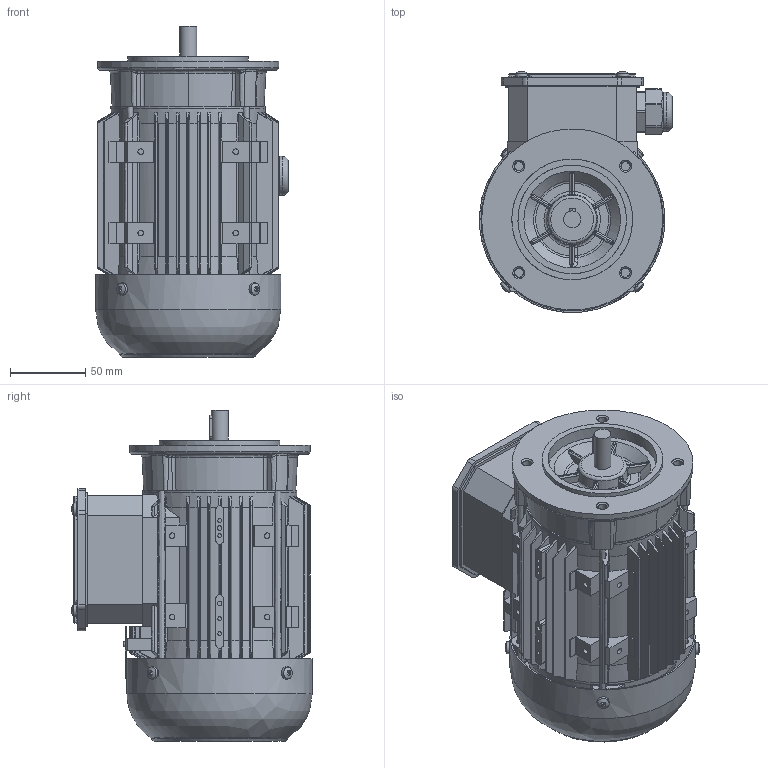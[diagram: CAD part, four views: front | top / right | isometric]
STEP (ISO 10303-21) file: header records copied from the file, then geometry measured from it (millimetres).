
FILE_DESCRIPTION((''),'2;1');
FILE_NAME('QSFB63GMM.stp','2009-11-09T08:33:26',( 'User'),('SDRC'),'I-DEAS Master Series','UNIX','Yes');
FILE_SCHEMA(('AUTOMOTIVE_DESIGN { 1 0 10303 214 1 1 1 1 }'));
Length unit declared in the file: millimetre
Products named in the file (1): GMM_000000000134
Bounding box: 127.92 x 159.43 x 219.49 mm (x, y, z)
Volume: 27193.4 mm3; surface area: 373233.2 mm2
Topology: 5 solids, 38 shells, 2704 faces, 7368 edges, 4758 vertices
Faces by surface type: bspline 2704
Entity records: 92387 total; most frequent: CARTESIAN_POINT 50985, ORIENTED_EDGE 14541, EDGE_CURVE 7331, VERTEX_POINT 4752, B_SPLINE_CURVE_WITH_KNOTS 3328, EDGE_LOOP 2923, FACE_OUTER_BOUND 2704, ADVANCED_FACE 2704
